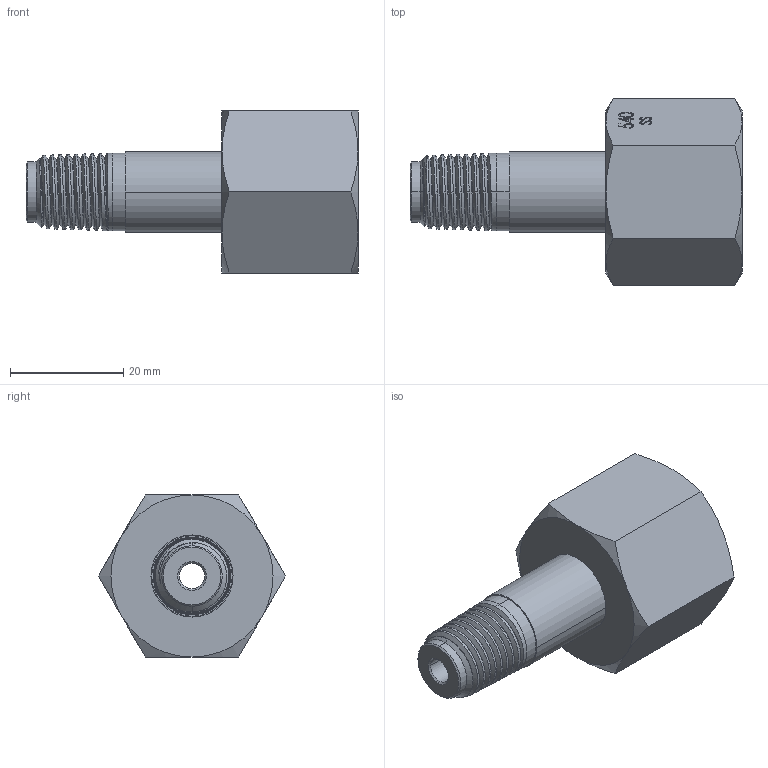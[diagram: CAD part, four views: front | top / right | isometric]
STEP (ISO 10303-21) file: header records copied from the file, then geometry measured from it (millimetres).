
FILE_DESCRIPTION (( 'STEP AP203' ), '1' );
FILE_NAME ('INL-540SS-4M-36.STEP', '2024-11-19T20:14:25', ( '' ), ( '' ), 'SwSTEP 2.0', 'SolidWorks 2018', '' );
FILE_SCHEMA (( 'CONFIG_CONTROL_DESIGN' ));
Length unit declared in the file: inch
Products named in the file (3): INL-540SS-4M-36; PRT-000335; PRT-000828
Assembly tree (2 placements, depth 2):
  INL-540SS-4M-36
    PRT-000335
    PRT-000828
Bounding box: 58.56 x 33 x 28.57 mm (x, y, z)
Volume: 16747.4 mm3; surface area: 9359.7 mm2
Topology: 2 solids, 2 shells, 192 faces, 704 edges, 527 vertices
Faces by surface type: bspline 54, plane 50, cone 46, cylinder 34, torus 8
Entity records: 18484 total; most frequent: CARTESIAN_POINT 12963, ORIENTED_EDGE 1408, EDGE_CURVE 704, DIRECTION 652, VERTEX_POINT 527, B_SPLINE_CURVE_WITH_KNOTS 422, AXIS2_PLACEMENT_3D 227, EDGE_LOOP 207
